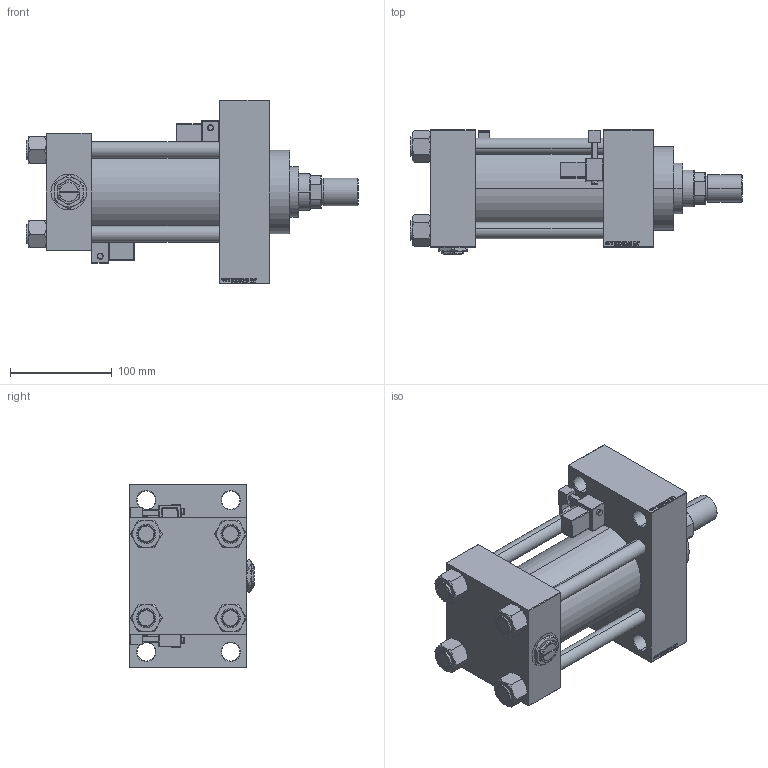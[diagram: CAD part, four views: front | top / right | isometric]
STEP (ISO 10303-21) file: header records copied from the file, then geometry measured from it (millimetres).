
FILE_DESCRIPTION (( 'STEP AP203' ), '1' );
FILE_NAME ('01e5.STEP', '2023-12-11T09:03:34', ( '' ), ( '' ), 'SwSTEP 2.0', 'SolidWorks 2019', '' );
FILE_SCHEMA (( 'CONFIG_CONTROL_DESIGN' ));
Length unit declared in the file: millimetre
Products named in the file (9): V215_VC_A 0f46246ef98a1f9ff0be424ccf7c3ec6; NUT_M5_D 0f46246ef98a1f9ff0be424ccf7c3ec6; V215CR_VCP_D 0f46246ef98a1f9ff0be424ccf7c3ec6; V215CR_D_Body 0f46246ef98a1f9ff0be424ccf7c3ec6; V215CR_MSU 0f46246ef98a1f9ff0be424ccf7c3ec6; ROD_END_AH 0f46246ef98a1f9ff0be424ccf7c3ec6; Zatka_pro_OIL_PORT 0f46246ef98a1f9ff0be424ccf7c3ec6; 01e5; V215CR_D_TYCINKA 0f46246ef98a1f9ff0be424ccf7c3ec6
Assembly tree (15 placements, depth 2):
  01e5
    V215CR_D_Body 0f46246ef98a1f9ff0be424ccf7c3ec6
    V215CR_VCP_D 0f46246ef98a1f9ff0be424ccf7c3ec6
    NUT_M5_D 0f46246ef98a1f9ff0be424ccf7c3ec6  x4
    V215CR_D_TYCINKA 0f46246ef98a1f9ff0be424ccf7c3ec6  x4
    V215_VC_A 0f46246ef98a1f9ff0be424ccf7c3ec6
    ROD_END_AH 0f46246ef98a1f9ff0be424ccf7c3ec6
    V215CR_MSU 0f46246ef98a1f9ff0be424ccf7c3ec6  x2
    Zatka_pro_OIL_PORT 0f46246ef98a1f9ff0be424ccf7c3ec6
Bounding box: 326 x 122 x 180 mm (x, y, z)
Volume: 2194208.7 mm3; surface area: 367091.8 mm2
Topology: 15 solids, 15 shells, 1372 faces, 3408 edges, 2166 vertices
Faces by surface type: plane 631, bspline 368, cone 168, cylinder 159, sphere 24, torus 22
Entity records: 52130 total; most frequent: CARTESIAN_POINT 26139, ORIENTED_EDGE 5698, DIRECTION 3959, EDGE_CURVE 2849, VERTEX_POINT 1848, LINE 1671, VECTOR 1671, EDGE_LOOP 1281
